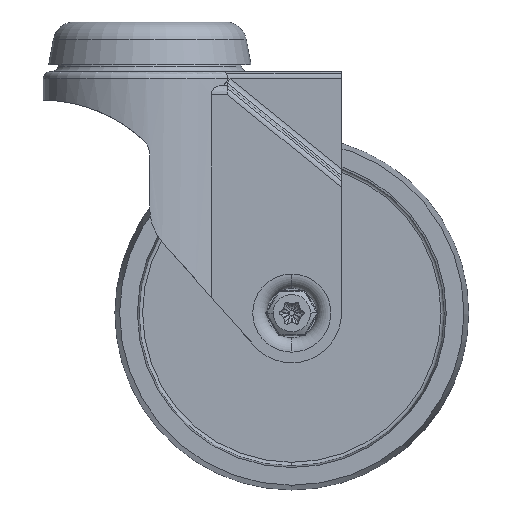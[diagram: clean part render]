
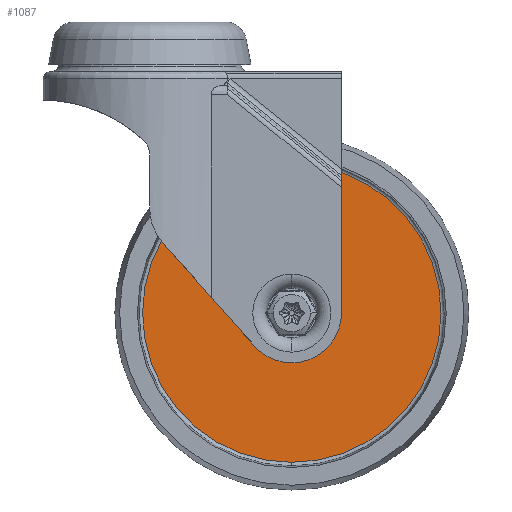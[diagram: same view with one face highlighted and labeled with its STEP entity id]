
A CAD part, front view. The second image highlights one B-rep face of the part: STEP entity #1087.
In plain terms, the highlighted planar face has unit normal (0, -1, 0).
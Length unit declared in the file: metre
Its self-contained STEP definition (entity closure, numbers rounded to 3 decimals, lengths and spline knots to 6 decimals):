
#1087=ADVANCED_FACE('',(#1702,#1703),#1704,.T.);
#1702=FACE_OUTER_BOUND('',#4393,.T.);
#1703=FACE_BOUND('',#4394,.T.);
#1704=PLANE('',#4395);
#4393=EDGE_LOOP('',(#9927,#9928,#9929));
#4394=EDGE_LOOP('',(#9930,#9931,#9932));
#4395=AXIS2_PLACEMENT_3D('',#9933,#9934,#9935);
#9927=ORIENTED_EDGE('',*,*,#12000,.F.);
#9928=ORIENTED_EDGE('',*,*,#12001,.F.);
#9929=ORIENTED_EDGE('',*,*,#11952,.F.);
#9930=ORIENTED_EDGE('',*,*,#11998,.T.);
#9931=ORIENTED_EDGE('',*,*,#11959,.T.);
#9932=ORIENTED_EDGE('',*,*,#11999,.T.);
#9933=CARTESIAN_POINT('',(-0.027518,-0.0025,0.0));
#9934=DIRECTION('',(0.,-1.0,0.0));
#9935=DIRECTION('',(1.0,0.,0.0));
#11952=EDGE_CURVE('',#13096,#13099,#13100,.T.);
#11959=EDGE_CURVE('',#13104,#13110,#13112,.T.);
#11998=EDGE_CURVE('',#13176,#13104,#13177,.T.);
#11999=EDGE_CURVE('',#13110,#13176,#13178,.T.);
#12000=EDGE_CURVE('',#13179,#13096,#13180,.T.);
#12001=EDGE_CURVE('',#13099,#13179,#13181,.T.);
#13096=VERTEX_POINT('',#15980);
#13099=VERTEX_POINT('',#15983);
#13100=CIRCLE('',#15984,0.042036);
#13104=VERTEX_POINT('',#15988);
#13110=VERTEX_POINT('',#15994);
#13112=CIRCLE('',#15996,0.013);
#13176=VERTEX_POINT('',#16068);
#13177=CIRCLE('',#16069,0.013);
#13178=CIRCLE('',#16070,0.013);
#13179=VERTEX_POINT('',#16071);
#13180=CIRCLE('',#16072,0.042036);
#13181=CIRCLE('',#16073,0.042036);
#15980=CARTESIAN_POINT('',(0.,-0.0025,0.042036));
#15983=CARTESIAN_POINT('',(0.,-0.0025,-0.042036));
#15984=AXIS2_PLACEMENT_3D('',#19928,#19929,#19930);
#15988=CARTESIAN_POINT('',(0.,-0.0025,0.013));
#15994=CARTESIAN_POINT('',(0.,-0.0025,-0.013));
#15996=AXIS2_PLACEMENT_3D('',#19949,#19950,#19951);
#16068=CARTESIAN_POINT('',(-0.013,-0.0025,0.0));
#16069=AXIS2_PLACEMENT_3D('',#20050,#20051,#20052);
#16070=AXIS2_PLACEMENT_3D('',#20053,#20054,#20055);
#16071=CARTESIAN_POINT('',(-0.042036,-0.0025,0.0));
#16072=AXIS2_PLACEMENT_3D('',#20056,#20057,#20058);
#16073=AXIS2_PLACEMENT_3D('',#20059,#20060,#20061);
#19928=CARTESIAN_POINT('',(0.,-0.0025,0.0));
#19929=DIRECTION('',(0.,1.0,0.0));
#19930=DIRECTION('',(-1.0,0.,0.0));
#19949=CARTESIAN_POINT('',(0.,-0.0025,0.0));
#19950=DIRECTION('',(0.,1.0,0.0));
#19951=DIRECTION('',(-1.0,0.,0.0));
#20050=CARTESIAN_POINT('',(0.,-0.0025,0.0));
#20051=DIRECTION('',(0.,1.0,0.0));
#20052=DIRECTION('',(-1.0,0.,0.0));
#20053=CARTESIAN_POINT('',(0.,-0.0025,0.0));
#20054=DIRECTION('',(0.,1.0,0.0));
#20055=DIRECTION('',(-1.0,0.,0.0));
#20056=CARTESIAN_POINT('',(0.,-0.0025,0.0));
#20057=DIRECTION('',(0.,1.0,0.0));
#20058=DIRECTION('',(-1.0,0.,0.0));
#20059=CARTESIAN_POINT('',(0.,-0.0025,0.0));
#20060=DIRECTION('',(0.,1.0,0.0));
#20061=DIRECTION('',(-1.0,0.,0.0));
